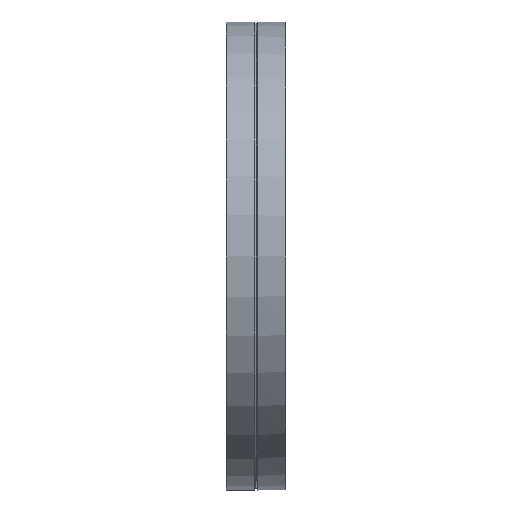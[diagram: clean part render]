
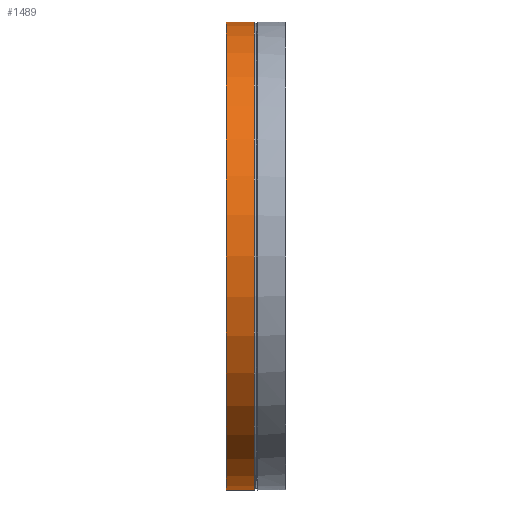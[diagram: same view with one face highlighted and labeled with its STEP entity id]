
A CAD part, front view. The second image highlights one B-rep face of the part: STEP entity #1489.
In plain terms, the highlighted cylindrical face has radius 76.2 mm (diameter 152.4 mm), a full revolution.
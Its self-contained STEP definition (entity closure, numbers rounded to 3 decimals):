
#59 = AXIS2_PLACEMENT_3D ( 'NONE', #1076, #1571, #1561 ) ;
#122 = CARTESIAN_POINT ( 'NONE',  ( -10.35, 76.2, 0. ) ) ;
#184 = VERTEX_POINT ( 'NONE', #1292 ) ;
#232 = VERTEX_POINT ( 'NONE', #122 ) ;
#291 = CIRCLE ( 'NONE', #910, 76.2 ) ;
#330 = DIRECTION ( 'NONE',  ( 0., 1., 0. ) ) ;
#383 = EDGE_LOOP ( 'NONE', ( #1219 ) ) ;
#425 = EDGE_LOOP ( 'NONE', ( #1624 ) ) ;
#431 = CIRCLE ( 'NONE', #59, 76.2 ) ;
#471 = DIRECTION ( 'NONE',  ( 1., 0., 0. ) ) ;
#715 = CYLINDRICAL_SURFACE ( 'NONE', #1425, 76.2 ) ;
#858 = CARTESIAN_POINT ( 'NONE',  ( 0., 0., 0. ) ) ;
#910 = AXIS2_PLACEMENT_3D ( 'NONE', #1641, #471, #1014 ) ;
#1014 = DIRECTION ( 'NONE',  ( 0., 1., 0. ) ) ;
#1076 = CARTESIAN_POINT ( 'NONE',  ( -19.5, 0., 0. ) ) ;
#1099 = EDGE_CURVE ( 'NONE', #232, #232, #291, .T. ) ;
#1105 = DIRECTION ( 'NONE',  ( 1., 0., 0. ) ) ;
#1177 = EDGE_CURVE ( 'NONE', #184, #184, #431, .T. ) ;
#1219 = ORIENTED_EDGE ( 'NONE', *, *, #1099, .F. ) ;
#1292 = CARTESIAN_POINT ( 'NONE',  ( -19.5, 76.2, 0. ) ) ;
#1324 = FACE_OUTER_BOUND ( 'NONE', #425, .T. ) ;
#1425 = AXIS2_PLACEMENT_3D ( 'NONE', #858, #1105, #330 ) ;
#1448 = FACE_OUTER_BOUND ( 'NONE', #383, .T. ) ;
#1489 = ADVANCED_FACE ( 'NONE', ( #1324, #1448 ), #715, .T. ) ;
#1561 = DIRECTION ( 'NONE',  ( 0., 1., 0. ) ) ;
#1571 = DIRECTION ( 'NONE',  ( 1., 0., 0. ) ) ;
#1624 = ORIENTED_EDGE ( 'NONE', *, *, #1177, .T. ) ;
#1641 = CARTESIAN_POINT ( 'NONE',  ( -10.35, 0., 0. ) ) ;
